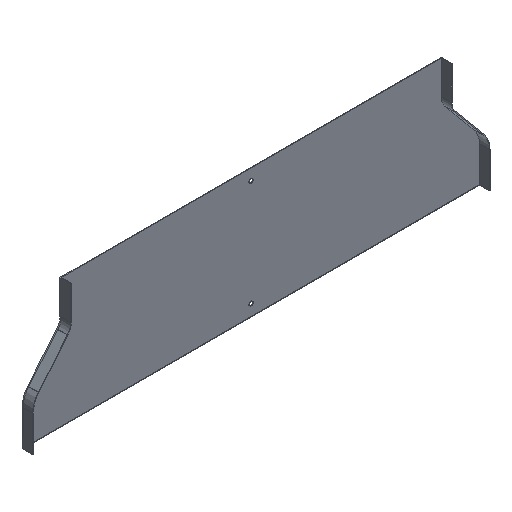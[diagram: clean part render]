
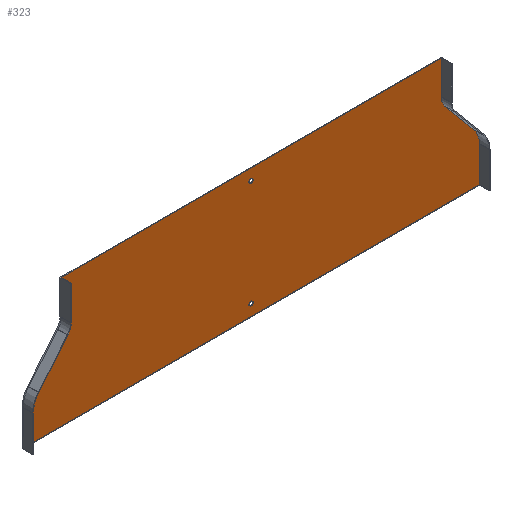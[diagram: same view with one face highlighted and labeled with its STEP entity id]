
A CAD part, isometric view. The second image highlights one B-rep face of the part: STEP entity #323.
In plain terms, the highlighted planar face has unit normal (0, -1, 0).
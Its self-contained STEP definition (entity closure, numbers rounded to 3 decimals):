
#12 = EDGE_CURVE ( 'NONE', #394, #395, #449, .T. ) ;
#30 = PLANE ( 'NONE',  #288 ) ;
#32 = DIRECTION ( 'NONE',  ( 0., 0., 1. ) ) ;
#33 = DIRECTION ( 'NONE',  ( 0., 1., 0. ) ) ;
#60 = CARTESIAN_POINT ( 'NONE',  ( -269., 0., -44.863 ) ) ;
#80 = CARTESIAN_POINT ( 'NONE',  ( -300.2, 0., -170. ) ) ;
#81 = CARTESIAN_POINT ( 'NONE',  ( 300.2, 0., -170. ) ) ;
#85 = CARTESIAN_POINT ( 'NONE',  ( -250.2, 0., -44.863 ) ) ;
#87 = CARTESIAN_POINT ( 'NONE',  ( 250.2, 0., -44.863 ) ) ;
#88 = CARTESIAN_POINT ( 'NONE',  ( 254.557, 0., -56.898 ) ) ;
#96 = CARTESIAN_POINT ( 'NONE',  ( 300.2, 0., -122.965 ) ) ;
#101 = CARTESIAN_POINT ( 'NONE',  ( -300.2, 0., -122.965 ) ) ;
#102 = CARTESIAN_POINT ( 'NONE',  ( -292.969, 0., -102.991 ) ) ;
#103 = CARTESIAN_POINT ( 'NONE',  ( -254.557, 0., -56.898 ) ) ;
#108 = CARTESIAN_POINT ( 'NONE',  ( 250.2, 0., 0. ) ) ;
#109 = CARTESIAN_POINT ( 'NONE',  ( 292.969, 0., -102.991 ) ) ;
#132 = CARTESIAN_POINT ( 'NONE',  ( -250.2, 0., 0. ) ) ;
#159 = CARTESIAN_POINT ( 'NONE',  ( 0., 0., -12.5 ) ) ;
#174 = CARTESIAN_POINT ( 'NONE',  ( 0., 0., -152.5 ) ) ;
#216 = EDGE_CURVE ( 'NONE', #367, #374, #499, .T. ) ;
#227 = EDGE_CURVE ( 'NONE', #628, #628, #524, .T. ) ;
#228 = EDGE_CURVE ( 'NONE', #629, #629, #525, .T. ) ;
#229 = EDGE_CURVE ( 'NONE', #402, #396, #526, .T. ) ;
#230 = EDGE_CURVE ( 'NONE', #396, #374, #515, .T. ) ;
#231 = EDGE_CURVE ( 'NONE', #367, #398, #522, .T. ) ;
#232 = EDGE_CURVE ( 'NONE', #398, #406, #528, .T. ) ;
#233 = EDGE_CURVE ( 'NONE', #406, #407, #530, .T. ) ;
#234 = EDGE_CURVE ( 'NONE', #407, #408, #531, .T. ) ;
#235 = EDGE_CURVE ( 'NONE', #408, #395, #533, .T. ) ;
#236 = EDGE_CURVE ( 'NONE', #394, #403, #534, .T. ) ;
#237 = EDGE_CURVE ( 'NONE', #403, #410, #536, .T. ) ;
#238 = EDGE_CURVE ( 'NONE', #410, #402, #538, .T. ) ;
#265 = AXIS2_PLACEMENT_3D ( 'NONE', #723, #702, #700 ) ;
#266 = AXIS2_PLACEMENT_3D ( 'NONE', #696, #695, #694 ) ;
#267 = AXIS2_PLACEMENT_3D ( 'NONE', #752, #778, #777 ) ;
#268 = AXIS2_PLACEMENT_3D ( 'NONE', #780, #807, #806 ) ;
#269 = AXIS2_PLACEMENT_3D ( 'NONE', #786, #785, #784 ) ;
#270 = AXIS2_PLACEMENT_3D ( 'NONE', #722, #721, #720 ) ;
#288 = AXIS2_PLACEMENT_3D ( 'NONE', #60, #33, #32 ) ;
#323 = ADVANCED_FACE ( 'NONE', ( #598, #601, #597 ), #30, .F. ) ;
#367 = VERTEX_POINT ( 'NONE', #132 ) ;
#374 = VERTEX_POINT ( 'NONE', #108 ) ;
#394 = VERTEX_POINT ( 'NONE', #81 ) ;
#395 = VERTEX_POINT ( 'NONE', #80 ) ;
#396 = VERTEX_POINT ( 'NONE', #87 ) ;
#398 = VERTEX_POINT ( 'NONE', #85 ) ;
#402 = VERTEX_POINT ( 'NONE', #88 ) ;
#403 = VERTEX_POINT ( 'NONE', #96 ) ;
#406 = VERTEX_POINT ( 'NONE', #103 ) ;
#407 = VERTEX_POINT ( 'NONE', #102 ) ;
#408 = VERTEX_POINT ( 'NONE', #101 ) ;
#410 = VERTEX_POINT ( 'NONE', #109 ) ;
#431 = EDGE_LOOP ( 'NONE', ( #903 ) ) ;
#435 = EDGE_LOOP ( 'NONE', ( #902, #901, #900, #899, #898, #897, #896, #895, #894, #893, #892, #891 ) ) ;
#442 = EDGE_LOOP ( 'NONE', ( #904 ) ) ;
#449 = LINE ( 'NONE', #847, #458 ) ;
#458 = VECTOR ( 'NONE', #716, 1000. ) ;
#499 = LINE ( 'NONE', #830, #506 ) ;
#506 = VECTOR ( 'NONE', #712, 1000. ) ;
#515 = LINE ( 'NONE', #688, #527 ) ;
#522 = LINE ( 'NONE', #776, #529 ) ;
#524 = CIRCLE ( 'NONE', #265, 2.5 ) ;
#525 = CIRCLE ( 'NONE', #266, 2.5 ) ;
#526 = CIRCLE ( 'NONE', #267, 18.8 ) ;
#527 = VECTOR ( 'NONE', #731, 1000. ) ;
#528 = CIRCLE ( 'NONE', #268, 18.8 ) ;
#529 = VECTOR ( 'NONE', #783, 1000. ) ;
#530 = LINE ( 'NONE', #814, #532 ) ;
#531 = CIRCLE ( 'NONE', #269, 31.2 ) ;
#532 = VECTOR ( 'NONE', #697, 1000. ) ;
#533 = LINE ( 'NONE', #782, #535 ) ;
#534 = LINE ( 'NONE', #704, #537 ) ;
#535 = VECTOR ( 'NONE', #781, 1000. ) ;
#536 = CIRCLE ( 'NONE', #270, 31.2 ) ;
#537 = VECTOR ( 'NONE', #709, 1000. ) ;
#538 = LINE ( 'NONE', #805, #540 ) ;
#540 = VECTOR ( 'NONE', #788, 1000. ) ;
#597 = FACE_OUTER_BOUND ( 'NONE', #435, .T. ) ;
#598 = FACE_BOUND ( 'NONE', #442, .T. ) ;
#601 = FACE_BOUND ( 'NONE', #431, .T. ) ;
#628 = VERTEX_POINT ( 'NONE', #159 ) ;
#629 = VERTEX_POINT ( 'NONE', #174 ) ;
#688 = CARTESIAN_POINT ( 'NONE',  ( 250.2, 0., -44.863 ) ) ;
#694 = DIRECTION ( 'NONE',  ( 0., 0., 1. ) ) ;
#695 = DIRECTION ( 'NONE',  ( 0., 1., 0. ) ) ;
#696 = CARTESIAN_POINT ( 'NONE',  ( 0., 0., -155. ) ) ;
#697 = DIRECTION ( 'NONE',  ( -0.64, 0., -0.768 ) ) ;
#700 = DIRECTION ( 'NONE',  ( 0., 0., 1. ) ) ;
#702 = DIRECTION ( 'NONE',  ( 0., 1., 0. ) ) ;
#704 = CARTESIAN_POINT ( 'NONE',  ( 300.2, 0., -44.863 ) ) ;
#709 = DIRECTION ( 'NONE',  ( 0., 0., 1. ) ) ;
#712 = DIRECTION ( 'NONE',  ( 1., 0., 0. ) ) ;
#716 = DIRECTION ( 'NONE',  ( -1., 0., 0. ) ) ;
#720 = DIRECTION ( 'NONE',  ( 0., 0., 1. ) ) ;
#721 = DIRECTION ( 'NONE',  ( 0., -1., 0. ) ) ;
#722 = CARTESIAN_POINT ( 'NONE',  ( 269., 0., -122.965 ) ) ;
#723 = CARTESIAN_POINT ( 'NONE',  ( 0., 0., -15. ) ) ;
#731 = DIRECTION ( 'NONE',  ( 0., 0., 1. ) ) ;
#752 = CARTESIAN_POINT ( 'NONE',  ( 269., 0., -44.863 ) ) ;
#776 = CARTESIAN_POINT ( 'NONE',  ( -250.2, 0., -44.863 ) ) ;
#777 = DIRECTION ( 'NONE',  ( 0., 0., 1. ) ) ;
#778 = DIRECTION ( 'NONE',  ( 0., 1., 0. ) ) ;
#780 = CARTESIAN_POINT ( 'NONE',  ( -269., 0., -44.863 ) ) ;
#781 = DIRECTION ( 'NONE',  ( 0., 0., -1. ) ) ;
#782 = CARTESIAN_POINT ( 'NONE',  ( -300.2, 0., -44.863 ) ) ;
#783 = DIRECTION ( 'NONE',  ( 0., 0., -1. ) ) ;
#784 = DIRECTION ( 'NONE',  ( 0., 0., 1. ) ) ;
#785 = DIRECTION ( 'NONE',  ( 0., -1., 0. ) ) ;
#786 = CARTESIAN_POINT ( 'NONE',  ( -269., 0., -122.965 ) ) ;
#788 = DIRECTION ( 'NONE',  ( -0.64, 0., 0.768 ) ) ;
#805 = CARTESIAN_POINT ( 'NONE',  ( 34.066, 0., 207.692 ) ) ;
#806 = DIRECTION ( 'NONE',  ( 0., 0., 1. ) ) ;
#807 = DIRECTION ( 'NONE',  ( 0., 1., 0. ) ) ;
#814 = CARTESIAN_POINT ( 'NONE',  ( -254.557, 0., -56.898 ) ) ;
#830 = CARTESIAN_POINT ( 'NONE',  ( -251., 0., 0. ) ) ;
#847 = CARTESIAN_POINT ( 'NONE',  ( -301., 0., -170. ) ) ;
#891 = ORIENTED_EDGE ( 'NONE', *, *, #238, .T. ) ;
#892 = ORIENTED_EDGE ( 'NONE', *, *, #237, .T. ) ;
#893 = ORIENTED_EDGE ( 'NONE', *, *, #236, .T. ) ;
#894 = ORIENTED_EDGE ( 'NONE', *, *, #12, .F. ) ;
#895 = ORIENTED_EDGE ( 'NONE', *, *, #235, .T. ) ;
#896 = ORIENTED_EDGE ( 'NONE', *, *, #234, .T. ) ;
#897 = ORIENTED_EDGE ( 'NONE', *, *, #233, .T. ) ;
#898 = ORIENTED_EDGE ( 'NONE', *, *, #232, .T. ) ;
#899 = ORIENTED_EDGE ( 'NONE', *, *, #231, .T. ) ;
#900 = ORIENTED_EDGE ( 'NONE', *, *, #216, .F. ) ;
#901 = ORIENTED_EDGE ( 'NONE', *, *, #230, .T. ) ;
#902 = ORIENTED_EDGE ( 'NONE', *, *, #229, .T. ) ;
#903 = ORIENTED_EDGE ( 'NONE', *, *, #228, .T. ) ;
#904 = ORIENTED_EDGE ( 'NONE', *, *, #227, .T. ) ;
